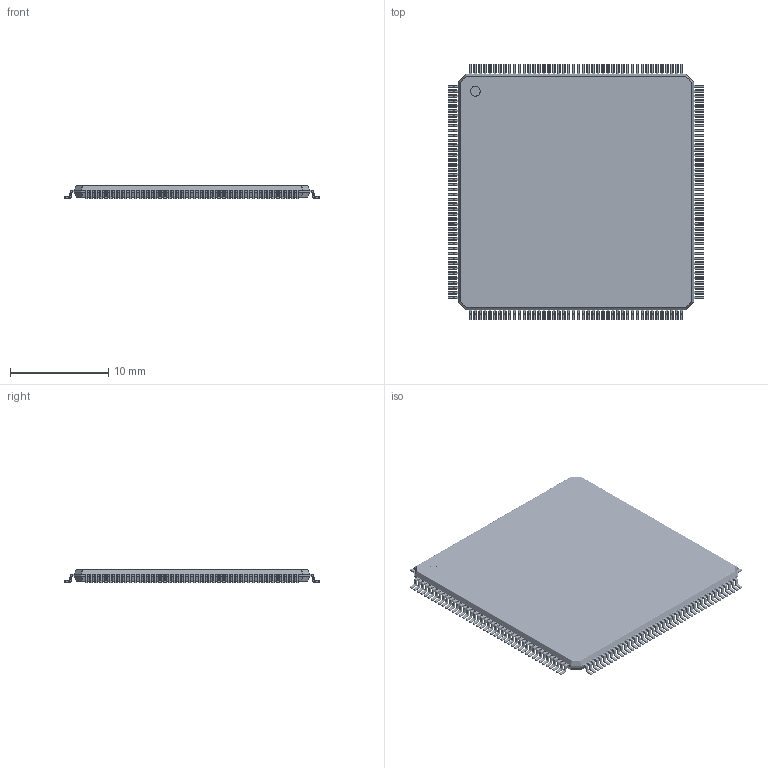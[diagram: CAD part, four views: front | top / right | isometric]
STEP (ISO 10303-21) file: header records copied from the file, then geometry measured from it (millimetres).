
FILE_DESCRIPTION(('STEP AP203'), '1');
FILE_NAME('栖闉罻 _ MK-LQFP176 24x24', '', ('UNSPECIFIED'), ('UNSPECIFIED'), 'ASCON STEP Converter 1.3', 'ASCON Math Kernel', '');
FILE_SCHEMA(('CONFIG_CONTROL_DESIGN'));
Length unit declared in the file: millimetre
Products named in the file (3): MK-LQFP176 24x24; LQFP-176-2; Êîíòàêò
Assembly tree (177 placements, depth 2):
  MK-LQFP176 24x24
    LQFP-176-2
    Êîíòàêò  x176
Bounding box: 26.02 x 26.02 x 1.39 mm (x, y, z)
Volume: 719.7 mm3; surface area: 1484.2 mm2
Topology: 177 solids, 177 shells, 7465 faces, 17071 edges, 9949 vertices
Faces by surface type: cylinder 3550, plane 1789, torus 1408, bspline 715, sphere 3
Full cylindrical faces by diameter (mm): 1 x1
Entity records: 8759 total; most frequent: CARTESIAN_POINT 1026, DIRECTION 873, ORIENTED_EDGE 512, AXIS2_PLACEMENT_3D 364, DATE_AND_TIME 360, CALENDAR_DATE 360, LOCAL_TIME 360, COORDINATED_UNIVERSAL_TIME_OFFSET 360
